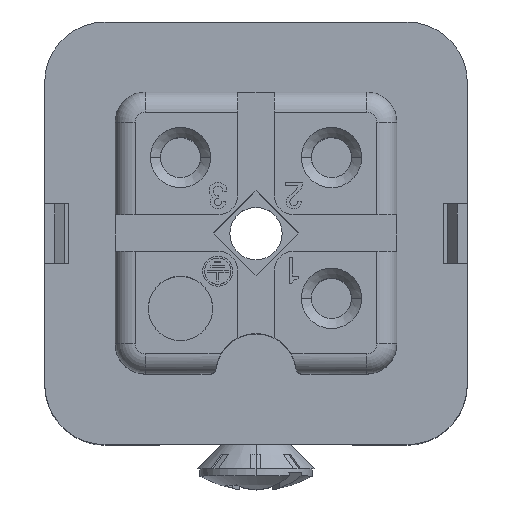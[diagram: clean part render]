
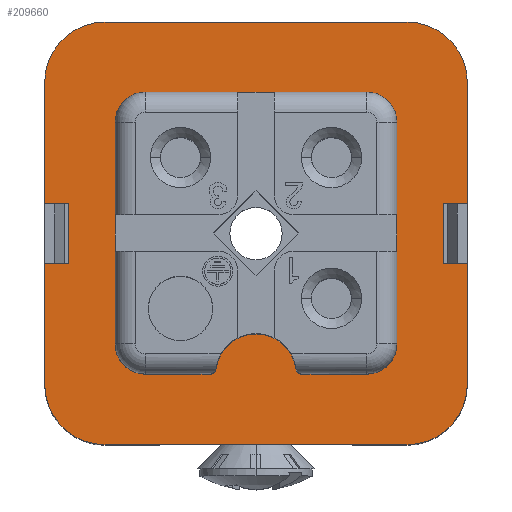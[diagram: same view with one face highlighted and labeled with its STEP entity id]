
A CAD part, top view. The second image highlights one B-rep face of the part: STEP entity #209660.
In plain terms, the highlighted planar face has unit normal (0, 0, 1).
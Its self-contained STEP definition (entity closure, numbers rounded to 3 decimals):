
#4470=CARTESIAN_POINT('',(0.,-36.165,36.));
#4480=DIRECTION('',(-1.,0.,0.));
#4490=VECTOR('',#4480,1.);
#4500=LINE('',#4470,#4490);
#4510=CARTESIAN_POINT('',(-41.188,-36.165,36.));
#4520=VERTEX_POINT('',#4510);
#4530=CARTESIAN_POINT('',(-56.188,-36.165,36.));
#4540=VERTEX_POINT('',#4530);
#4550=EDGE_CURVE('',#4520,#4540,#4500,.T.);
#16760=CARTESIAN_POINT('',(-43.188,-53.665,36.));
#16770=VERTEX_POINT('',#16760);
#16800=CARTESIAN_POINT('',(0.,-53.665,36.));
#16810=DIRECTION('',(-1.,0.,0.));
#16820=VECTOR('',#16810,1.);
#16830=LINE('',#16800,#16820);
#16840=CARTESIAN_POINT('',(-46.408,-53.665,36.));
#16850=VERTEX_POINT('',#16840);
#16860=EDGE_CURVE('',#16770,#16850,#16830,.T.);
#26660=CARTESIAN_POINT('',(-57.988,-45.165,36.));
#26670=VERTEX_POINT('',#26660);
#26700=CARTESIAN_POINT('',(-57.988,0.,36.));
#26710=DIRECTION('',(0.,1.,0.));
#26720=VECTOR('',#26710,1.);
#26730=LINE('',#26700,#26720);
#26740=CARTESIAN_POINT('',(-57.988,-48.165,36.));
#26750=VERTEX_POINT('',#26740);
#26760=EDGE_CURVE('',#26750,#26670,#26730,.T.);
#28310=CARTESIAN_POINT('',(0.,-48.165,36.));
#28320=DIRECTION('',(-1.,0.,0.));
#28330=VECTOR('',#28320,1.);
#28340=LINE('',#28310,#28330);
#28350=CARTESIAN_POINT('',(-59.188,-48.165,36.));
#28360=VERTEX_POINT('',#28350);
#28370=EDGE_CURVE('',#26750,#28360,#28340,.T.);
#33010=CARTESIAN_POINT('',(-46.408,-53.365,36.));
#33020=DIRECTION('',(0.,0.,1.));
#33030=DIRECTION('',(1.,0.,0.));
#33040=AXIS2_PLACEMENT_3D('',#33010,#33020,#33030);
#33050=CIRCLE('',#33040,0.3);
#33060=CARTESIAN_POINT('',(-46.705,-53.404,36.));
#33070=VERTEX_POINT('',#33060);
#33080=EDGE_CURVE('',#33070,#16850,#33050,.T.);
#34280=CARTESIAN_POINT('',(-48.688,-53.665,36.));
#34290=DIRECTION('',(0.,0.,1.));
#34300=DIRECTION('',(1.,0.,0.));
#34310=AXIS2_PLACEMENT_3D('',#34280,#34290,#34300);
#34320=CIRCLE('',#34310,2.);
#34330=CARTESIAN_POINT('',(-50.671,-53.404,36.));
#34340=VERTEX_POINT('',#34330);
#34350=EDGE_CURVE('',#33070,#34340,#34320,.T.);
#42230=CARTESIAN_POINT('',(0.,-45.165,36.));
#42240=DIRECTION('',(1.,0.,0.));
#42250=VECTOR('',#42240,1.);
#42260=LINE('',#42230,#42250);
#42270=CARTESIAN_POINT('',(-59.188,-45.165,36.));
#42280=VERTEX_POINT('',#42270);
#42290=EDGE_CURVE('',#42280,#26670,#42260,.T.);
#48500=CARTESIAN_POINT('',(-38.188,-39.165,36.));
#48510=VERTEX_POINT('',#48500);
#48540=CARTESIAN_POINT('',(-41.188,-39.165,36.));
#48550=DIRECTION('',(0.,0.,-1.));
#48560=DIRECTION('',(1.,0.,0.));
#48570=AXIS2_PLACEMENT_3D('',#48540,#48550,#48560);
#48580=CIRCLE('',#48570,3.);
#48590=EDGE_CURVE('',#4520,#48510,#48580,.T.);
#49610=CARTESIAN_POINT('',(-59.188,-39.165,36.));
#49620=VERTEX_POINT('',#49610);
#49650=CARTESIAN_POINT('',(-59.188,0.,36.));
#49660=DIRECTION('',(0.,-1.,0.));
#49670=VECTOR('',#49660,1.);
#49680=LINE('',#49650,#49670);
#49690=EDGE_CURVE('',#49620,#42280,#49680,.T.);
#50020=CARTESIAN_POINT('',(-59.188,0.,36.));
#50030=DIRECTION('',(0.,-1.,0.));
#50040=VECTOR('',#50030,1.);
#50050=LINE('',#50020,#50040);
#50060=CARTESIAN_POINT('',(-59.188,-54.165,36.));
#50070=VERTEX_POINT('',#50060);
#50080=EDGE_CURVE('',#28360,#50070,#50050,.T.);
#51840=CARTESIAN_POINT('',(-56.188,-39.165,36.));
#51850=DIRECTION('',(0.,0.,-1.));
#51860=DIRECTION('',(1.,0.,0.));
#51870=AXIS2_PLACEMENT_3D('',#51840,#51850,#51860);
#51880=CIRCLE('',#51870,3.);
#51890=EDGE_CURVE('',#49620,#4540,#51880,.T.);
#52450=CARTESIAN_POINT('',(-38.188,-54.165,36.));
#52460=VERTEX_POINT('',#52450);
#52490=CARTESIAN_POINT('',(-38.188,0.,36.));
#52500=DIRECTION('',(0.,1.,0.));
#52510=VECTOR('',#52500,1.);
#52520=LINE('',#52490,#52510);
#52530=CARTESIAN_POINT('',(-38.188,-48.165,36.));
#52540=VERTEX_POINT('',#52530);
#52550=EDGE_CURVE('',#52460,#52540,#52520,.T.);
#53370=CARTESIAN_POINT('',(-38.188,-45.165,36.));
#53380=VERTEX_POINT('',#53370);
#53410=CARTESIAN_POINT('',(-38.188,0.,36.));
#53420=DIRECTION('',(0.,1.,0.));
#53430=VECTOR('',#53420,1.);
#53440=LINE('',#53410,#53430);
#53450=EDGE_CURVE('',#53380,#48510,#53440,.T.);
#53900=CARTESIAN_POINT('',(-56.188,-57.165,36.));
#53910=VERTEX_POINT('',#53900);
#53940=CARTESIAN_POINT('',(0.,-57.165,36.));
#53950=DIRECTION('',(1.,0.,0.));
#53960=VECTOR('',#53950,1.);
#53970=LINE('',#53940,#53960);
#53980=CARTESIAN_POINT('',(-41.188,-57.165,36.));
#53990=VERTEX_POINT('',#53980);
#54000=EDGE_CURVE('',#53910,#53990,#53970,.T.);
#181230=CARTESIAN_POINT('',(0.,-48.165,36.));
#181240=DIRECTION('',(-1.,0.,0.));
#181250=VECTOR('',#181240,1.);
#181260=LINE('',#181230,#181250);
#181270=CARTESIAN_POINT('',(-39.388,-48.165,36.));
#181280=VERTEX_POINT('',#181270);
#181290=EDGE_CURVE('',#52540,#181280,#181260,.T.);
#183550=CARTESIAN_POINT('',(0.,-53.665,36.));
#183560=DIRECTION('',(-1.,0.,0.));
#183570=VECTOR('',#183560,1.);
#183580=LINE('',#183550,#183570);
#183590=CARTESIAN_POINT('',(-50.968,-53.665,36.));
#183600=VERTEX_POINT('',#183590);
#183610=CARTESIAN_POINT('',(-54.188,-53.665,36.));
#183620=VERTEX_POINT('',#183610);
#183630=EDGE_CURVE('',#183600,#183620,#183580,.T.);
#183930=CARTESIAN_POINT('',(0.,-45.165,36.));
#183940=DIRECTION('',(1.,0.,0.));
#183950=VECTOR('',#183940,1.);
#183960=LINE('',#183930,#183950);
#183970=CARTESIAN_POINT('',(-39.388,-45.165,36.));
#183980=VERTEX_POINT('',#183970);
#183990=EDGE_CURVE('',#183980,#53380,#183960,.T.);
#185860=CARTESIAN_POINT('',(-56.188,-54.165,36.));
#185870=DIRECTION('',(0.,0.,1.));
#185880=DIRECTION('',(-1.,0.,0.));
#185890=AXIS2_PLACEMENT_3D('',#185860,#185870,#185880);
#185900=CIRCLE('',#185890,3.);
#185910=EDGE_CURVE('',#50070,#53910,#185900,.T.);
#187020=CARTESIAN_POINT('',(-50.968,-53.365,36.));
#187030=DIRECTION('',(0.,0.,1.));
#187040=DIRECTION('',(1.,0.,0.));
#187050=AXIS2_PLACEMENT_3D('',#187020,#187030,#187040);
#187060=CIRCLE('',#187050,0.3);
#187070=EDGE_CURVE('',#183600,#34340,#187060,.T.);
#207410=CARTESIAN_POINT('',(-39.388,0.,36.));
#207420=DIRECTION('',(0.,1.,0.));
#207430=VECTOR('',#207420,1.);
#207440=LINE('',#207410,#207430);
#207450=EDGE_CURVE('',#181280,#183980,#207440,.T.);
#207860=CARTESIAN_POINT('',(-54.188,-39.665,36.));
#207870=VERTEX_POINT('',#207860);
#207900=CARTESIAN_POINT('',(0.,-39.665,36.));
#207910=DIRECTION('',(-1.,0.,0.));
#207920=VECTOR('',#207910,1.);
#207930=LINE('',#207900,#207920);
#207940=CARTESIAN_POINT('',(-43.188,-39.665,36.));
#207950=VERTEX_POINT('',#207940);
#207960=EDGE_CURVE('',#207950,#207870,#207930,.T.);
#208270=CARTESIAN_POINT('',(-55.688,-52.165,36.));
#208280=VERTEX_POINT('',#208270);
#208310=CARTESIAN_POINT('',(-55.688,0.,36.));
#208320=DIRECTION('',(0.,-1.,0.));
#208330=VECTOR('',#208320,1.);
#208340=LINE('',#208310,#208330);
#208350=CARTESIAN_POINT('',(-55.688,-41.165,36.));
#208360=VERTEX_POINT('',#208350);
#208370=EDGE_CURVE('',#208360,#208280,#208340,.T.);
#208690=CARTESIAN_POINT('',(-41.688,-41.165,36.));
#208700=VERTEX_POINT('',#208690);
#208730=CARTESIAN_POINT('',(-41.688,0.,36.));
#208740=DIRECTION('',(0.,1.,0.));
#208750=VECTOR('',#208740,1.);
#208760=LINE('',#208730,#208750);
#208770=CARTESIAN_POINT('',(-41.688,-52.165,36.));
#208780=VERTEX_POINT('',#208770);
#208790=EDGE_CURVE('',#208780,#208700,#208760,.T.);
#208990=CARTESIAN_POINT('',(1.665,-54.048,36.));
#209000=DIRECTION('',(0.,0.,-1.));
#209010=DIRECTION('',(1.,0.,0.));
#209020=AXIS2_PLACEMENT_3D('',#208990,#209000,#209010);
#209030=PLANE('',#209020);
#209040=CARTESIAN_POINT('',(-54.188,-41.165,36.));
#209050=DIRECTION('',(0.,0.,1.));
#209060=DIRECTION('',(1.,0.,0.));
#209070=AXIS2_PLACEMENT_3D('',#209040,#209050,#209060);
#209080=CIRCLE('',#209070,1.5);
#209090=EDGE_CURVE('',#207870,#208360,#209080,.T.);
#209100=ORIENTED_EDGE('',*,*,#209090,.F.);
#209110=ORIENTED_EDGE('',*,*,#208370,.F.);
#209120=CARTESIAN_POINT('',(-54.188,-52.165,36.));
#209130=DIRECTION('',(0.,0.,-1.));
#209140=DIRECTION('',(-1.,0.,0.));
#209150=AXIS2_PLACEMENT_3D('',#209120,#209130,#209140);
#209160=CIRCLE('',#209150,1.5);
#209170=EDGE_CURVE('',#183620,#208280,#209160,.T.);
#209180=ORIENTED_EDGE('',*,*,#209170,.T.);
#209190=ORIENTED_EDGE('',*,*,#183630,.T.);
#209200=ORIENTED_EDGE('',*,*,#187070,.F.);
#209210=ORIENTED_EDGE('',*,*,#34350,.T.);
#209220=ORIENTED_EDGE('',*,*,#33080,.F.);
#209230=ORIENTED_EDGE('',*,*,#16860,.T.);
#209240=CARTESIAN_POINT('',(-43.188,-52.165,36.));
#209250=DIRECTION('',(0.,0.,-1.));
#209260=DIRECTION('',(-1.,0.,0.));
#209270=AXIS2_PLACEMENT_3D('',#209240,#209250,#209260);
#209280=CIRCLE('',#209270,1.5);
#209290=EDGE_CURVE('',#208780,#16770,#209280,.T.);
#209300=ORIENTED_EDGE('',*,*,#209290,.T.);
#209310=ORIENTED_EDGE('',*,*,#208790,.F.);
#209320=CARTESIAN_POINT('',(-43.188,-41.165,36.));
#209330=DIRECTION('',(0.,0.,-1.));
#209340=DIRECTION('',(-1.,0.,0.));
#209350=AXIS2_PLACEMENT_3D('',#209320,#209330,#209340);
#209360=CIRCLE('',#209350,1.5);
#209370=EDGE_CURVE('',#207950,#208700,#209360,.T.);
#209380=ORIENTED_EDGE('',*,*,#209370,.T.);
#209390=ORIENTED_EDGE('',*,*,#207960,.F.);
#209400=EDGE_LOOP('',(#209390,#209380,#209310,#209300,#209230,#209220,
#209210,#209200,#209190,#209180,#209110,#209100));
#209410=FACE_BOUND('',#209400,.T.);
#209420=CARTESIAN_POINT('',(-41.188,-54.165,36.));
#209430=DIRECTION('',(0.,0.,-1.));
#209440=DIRECTION('',(1.,0.,0.));
#209450=AXIS2_PLACEMENT_3D('',#209420,#209430,#209440);
#209460=CIRCLE('',#209450,3.);
#209470=EDGE_CURVE('',#52460,#53990,#209460,.T.);
#209480=ORIENTED_EDGE('',*,*,#209470,.F.);
#209490=ORIENTED_EDGE('',*,*,#54000,.T.);
#209500=ORIENTED_EDGE('',*,*,#185910,.T.);
#209510=ORIENTED_EDGE('',*,*,#50080,.T.);
#209520=ORIENTED_EDGE('',*,*,#28370,.T.);
#209530=ORIENTED_EDGE('',*,*,#26760,.F.);
#209540=ORIENTED_EDGE('',*,*,#42290,.T.);
#209550=ORIENTED_EDGE('',*,*,#49690,.T.);
#209560=ORIENTED_EDGE('',*,*,#51890,.F.);
#209570=ORIENTED_EDGE('',*,*,#4550,.T.);
#209580=ORIENTED_EDGE('',*,*,#48590,.F.);
#209590=ORIENTED_EDGE('',*,*,#53450,.T.);
#209600=ORIENTED_EDGE('',*,*,#183990,.T.);
#209610=ORIENTED_EDGE('',*,*,#207450,.T.);
#209620=ORIENTED_EDGE('',*,*,#181290,.T.);
#209630=ORIENTED_EDGE('',*,*,#52550,.T.);
#209640=EDGE_LOOP('',(#209630,#209620,#209610,#209600,#209590,#209580,
#209570,#209560,#209550,#209540,#209530,#209520,#209510,#209500,#209490,
#209480));
#209650=FACE_OUTER_BOUND('',#209640,.T.);
#209660=ADVANCED_FACE('',(#209410,#209650),#209030,.F.);
